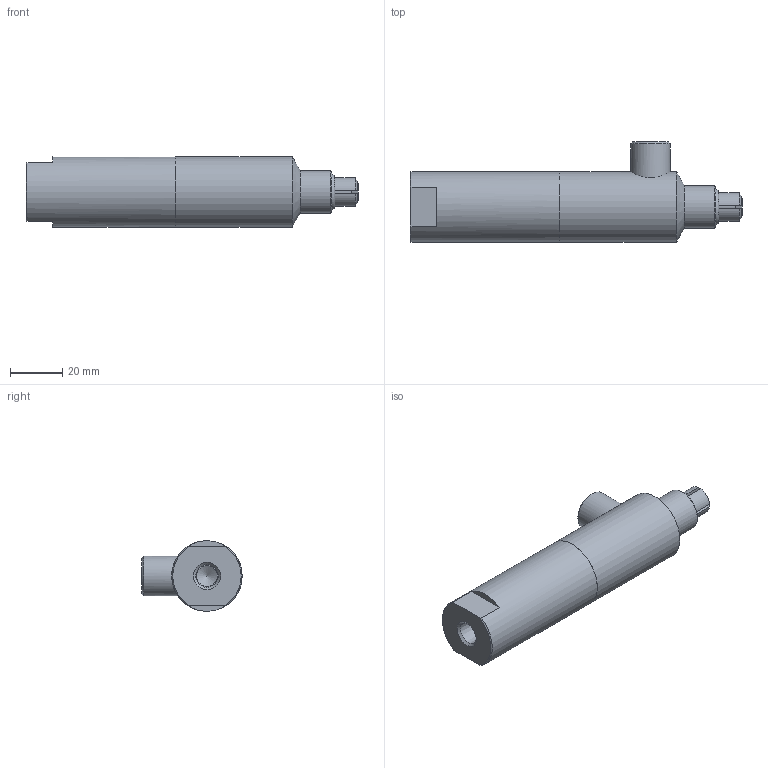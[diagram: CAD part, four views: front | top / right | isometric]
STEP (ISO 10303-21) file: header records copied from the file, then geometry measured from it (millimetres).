
FILE_DESCRIPTION(/* description */ (''),/* implementation_level */ '2;1');
FILE_NAME(/* name */ 'FNP-044021.stp',/* time_stamp */ '2017-06-07T10:37:20-05:00',/* author */ ('scottg'),/* organization */ ('FasTest,Inc.'),/* preprocessor_version */ 'ST-DEVELOPER v16.1',/* originating_system */ 'Autodesk Inventor 2016',/* authorisation */ '');
FILE_SCHEMA (('AUTOMOTIVE_DESIGN { 1 0 10303 214 3 1 1 }'));
Length unit declared in the file: inch
Products named in the file (1): FNP-044021
Bounding box: 126.9 x 38.35 x 26.92 mm (x, y, z)
Volume: 59474.1 mm3; surface area: 12866.8 mm2
Topology: 1 solids, 1 shells, 107 faces, 303 edges, 189 vertices
Faces by surface type: plane 56, cylinder 19, cone 18, torus 14
Full cylindrical faces by diameter (mm): 7.95 x2, 15.189 x1, 16.383 x1, 24.943 x1, 26.924 x2
Entity records: 3376 total; most frequent: CARTESIAN_POINT 807, ORIENTED_EDGE 556, DIRECTION 494, EDGE_CURVE 269, AXIS2_PLACEMENT_3D 186, VERTEX_POINT 177, EDGE_LOOP 136, LINE 122
